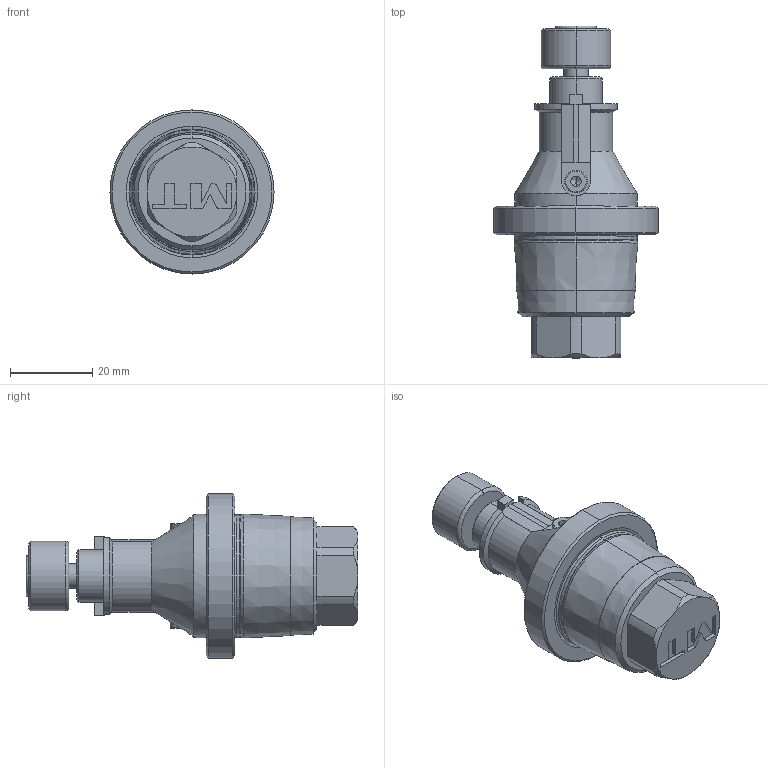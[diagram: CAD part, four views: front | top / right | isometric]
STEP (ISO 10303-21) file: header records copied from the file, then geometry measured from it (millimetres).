
FILE_DESCRIPTION((''),'2;1');
FILE_NAME('MTSK40F01_CONF','2025-01-27T17:30:27',('fpalella'),('M.T. srl'),'CREO PARAMETRIC BY PTC INC, 2023352','CREO PARAMETRIC BY PTC INC, 2023352','');
FILE_SCHEMA(('CONFIG_CONTROL_DESIGN'));
Length unit declared in the file: millimetre
Products named in the file (1): MTSK40F01_CONF
Bounding box: 40 x 80.9 x 40 mm (x, y, z)
Volume: 39009.2 mm3; surface area: 9379 mm2
Topology: 1 solids, 1 shells, 167 faces, 409 edges, 255 vertices
Faces by surface type: plane 77, cylinder 40, cone 36, torus 12, extrusion 2
Entity records: 5047 total; most frequent: CARTESIAN_POINT 1059, DIRECTION 833, ORIENTED_EDGE 806, EDGE_CURVE 403, AXIS2_PLACEMENT_3D 295, VERTEX_POINT 255, VECTOR 243, LINE 241
